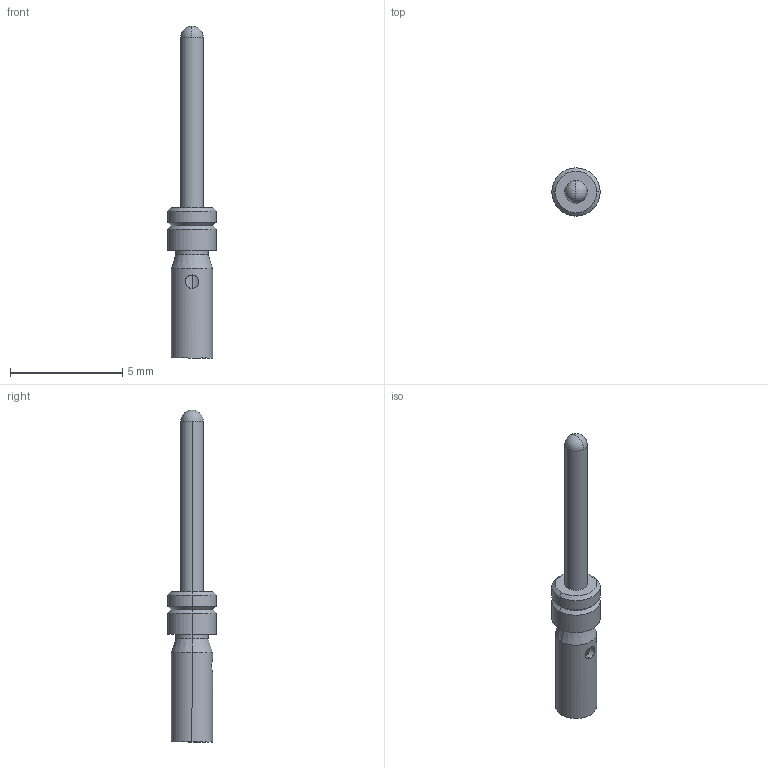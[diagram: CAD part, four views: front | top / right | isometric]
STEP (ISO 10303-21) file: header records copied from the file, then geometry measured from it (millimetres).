
FILE_DESCRIPTION(('Creo Elements/Direct Modeling STEP Export'),'2;1');
FILE_NAME('0ln7uvk5354jj1u1568','2020-06-10T 9:14:25',(''),(''),'Creo Elements/Direct Modeling STEP processor for AP214 (Solid Model)','Creo Elements/Direct Modeling 20.1B 02-Apr-2019 (C) Parametric Technology GmbH','');
FILE_SCHEMA(('AUTOMOTIVE_DESIGN { 1 0 10303 214 1 1 1 1 }'));
Length unit declared in the file: millimetre
Products named in the file (2): RIMD_0-7
Assembly tree (1 placements, depth 2):
  RIMD_0-7
    RIMD_0-7
Bounding box: 2.15 x 2.15 x 14.8 mm (x, y, z)
Volume: 19.6 mm3; surface area: 89.2 mm2
Topology: 1 solids, 1 shells, 31 faces, 77 edges, 44 vertices
Faces by surface type: cylinder 14, cone 12, plane 3, sphere 2
Entity records: 1126 total; most frequent: CARTESIAN_POINT 206, ORIENTED_EDGE 142, DIRECTION 120, EDGE_CURVE 71, AXIS2_PLACEMENT_3D 47, VERTEX_POINT 44, EDGE_LOOP 35, COLOUR_RGB 32
